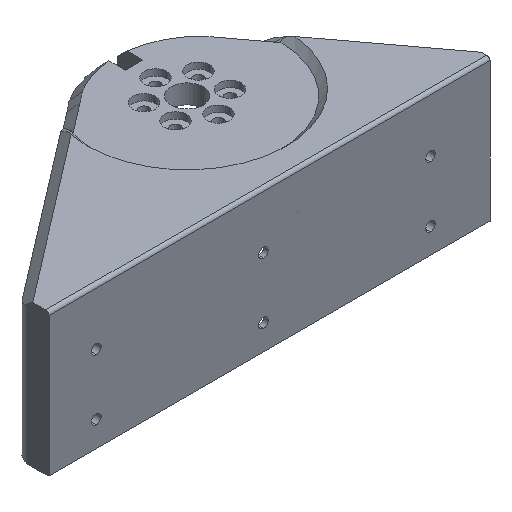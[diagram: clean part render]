
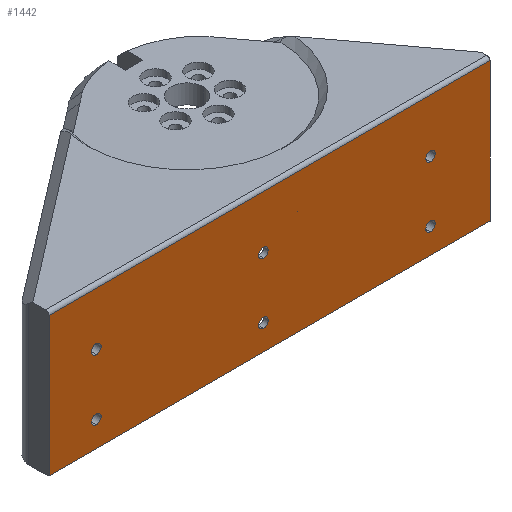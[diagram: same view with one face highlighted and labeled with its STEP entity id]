
A CAD part, isometric view. The second image highlights one B-rep face of the part: STEP entity #1442.
In plain terms, the highlighted planar face has unit normal (0, -1, 0).
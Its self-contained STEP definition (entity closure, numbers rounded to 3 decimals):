
#32 = CIRCLE ( 'NONE', #1008, 1.5 ) ;
#82 = CARTESIAN_POINT ( 'NONE',  ( -72.969, -33.465, -9.699 ) ) ;
#101 = ORIENTED_EDGE ( 'NONE', *, *, #3113, .T. ) ;
#108 = LINE ( 'NONE', #2341, #2137 ) ;
#134 = DIRECTION ( 'NONE',  ( 0., 0., 1. ) ) ;
#138 = CARTESIAN_POINT ( 'NONE',  ( 32.311, -33.465, -8.199 ) ) ;
#182 = EDGE_CURVE ( 'NONE', #401, #956, #2537, .T. ) ;
#248 = CARTESIAN_POINT ( 'NONE',  ( -87.878, -33.465, 7. ) ) ;
#251 = CARTESIAN_POINT ( 'NONE',  ( -96.195, -33.465, 5. ) ) ;
#303 = CIRCLE ( 'NONE', #891, 1.5 ) ;
#332 = DIRECTION ( 'NONE',  ( 0., 1., 0. ) ) ;
#401 = VERTEX_POINT ( 'NONE', #2371 ) ;
#405 = EDGE_CURVE ( 'NONE', #2708, #481, #1894, .T. ) ;
#451 = ORIENTED_EDGE ( 'NONE', *, *, #405, .T. ) ;
#456 = AXIS2_PLACEMENT_3D ( 'NONE', #1348, #332, #2123 ) ;
#468 = VERTEX_POINT ( 'NONE', #829 ) ;
#481 = VERTEX_POINT ( 'NONE', #2075 ) ;
#487 = CIRCLE ( 'NONE', #1664, 1.5 ) ;
#522 = EDGE_CURVE ( 'NONE', #2478, #2257, #1465, .T. ) ;
#529 = FACE_OUTER_BOUND ( 'NONE', #1478, .T. ) ;
#534 = CARTESIAN_POINT ( 'NONE',  ( -20.329, -33.465, -8.199 ) ) ;
#579 = CARTESIAN_POINT ( 'NONE',  ( -20.329, -33.465, -9.699 ) ) ;
#580 = CIRCLE ( 'NONE', #1865, 1.5 ) ;
#591 = DIRECTION ( 'NONE',  ( 0., 1., 0. ) ) ;
#603 = DIRECTION ( 'NONE',  ( 0., 0., 1. ) ) ;
#616 = EDGE_LOOP ( 'NONE', ( #3036, #2793 ) ) ;
#651 = DIRECTION ( 'NONE',  ( 0., 0., 1. ) ) ;
#676 = LINE ( 'NONE', #2719, #1175 ) ;
#686 = AXIS2_PLACEMENT_3D ( 'NONE', #812, #1359, #2382 ) ;
#722 = AXIS2_PLACEMENT_3D ( 'NONE', #2015, #2489, #1502 ) ;
#730 = FACE_BOUND ( 'NONE', #2245, .T. ) ;
#777 = DIRECTION ( 'NONE',  ( 0., 1., 0. ) ) ;
#811 = CARTESIAN_POINT ( 'NONE',  ( -20.329, -33.465, -9.699 ) ) ;
#812 = CARTESIAN_POINT ( 'NONE',  ( 32.311, -33.465, -28.815 ) ) ;
#828 = CARTESIAN_POINT ( 'NONE',  ( -72.969, -33.465, -28.815 ) ) ;
#829 = CARTESIAN_POINT ( 'NONE',  ( -87.878, -33.465, -36.776 ) ) ;
#836 = CIRCLE ( 'NONE', #1680, 1.5 ) ;
#849 = CARTESIAN_POINT ( 'NONE',  ( 51.059, -33.465, 163.809 ) ) ;
#853 = ORIENTED_EDGE ( 'NONE', *, *, #3268, .T. ) ;
#854 = DIRECTION ( 'NONE',  ( 0., 1., 0. ) ) ;
#876 = VECTOR ( 'NONE', #3142, 1000. ) ;
#877 = EDGE_CURVE ( 'NONE', #2164, #1509, #3164, .T. ) ;
#891 = AXIS2_PLACEMENT_3D ( 'NONE', #579, #1606, #3109 ) ;
#935 = DIRECTION ( 'NONE',  ( 1., 0., 0. ) ) ;
#956 = VERTEX_POINT ( 'NONE', #2012 ) ;
#972 = ORIENTED_EDGE ( 'NONE', *, *, #2965, .T. ) ;
#1008 = AXIS2_PLACEMENT_3D ( 'NONE', #82, #591, #603 ) ;
#1022 = ORIENTED_EDGE ( 'NONE', *, *, #2449, .T. ) ;
#1076 = DIRECTION ( 'NONE',  ( 0., 0., 1. ) ) ;
#1126 = VERTEX_POINT ( 'NONE', #1409 ) ;
#1131 = CARTESIAN_POINT ( 'NONE',  ( -72.969, -33.465, -8.199 ) ) ;
#1144 = EDGE_CURVE ( 'NONE', #1126, #401, #3125, .T. ) ;
#1175 = VECTOR ( 'NONE', #935, 1000. ) ;
#1234 = FACE_BOUND ( 'NONE', #3269, .T. ) ;
#1245 = CARTESIAN_POINT ( 'NONE',  ( -20.329, -33.465, -30.315 ) ) ;
#1255 = VERTEX_POINT ( 'NONE', #1245 ) ;
#1269 = DIRECTION ( 'NONE',  ( 0., 0., 1. ) ) ;
#1286 = EDGE_LOOP ( 'NONE', ( #3221, #2291 ) ) ;
#1348 = CARTESIAN_POINT ( 'NONE',  ( -72.969, -33.465, -28.815 ) ) ;
#1359 = DIRECTION ( 'NONE',  ( 0., 1., 0. ) ) ;
#1366 = EDGE_CURVE ( 'NONE', #2051, #1901, #487, .T. ) ;
#1367 = AXIS2_PLACEMENT_3D ( 'NONE', #828, #1842, #3133 ) ;
#1368 = CARTESIAN_POINT ( 'NONE',  ( 32.311, -33.465, -30.315 ) ) ;
#1409 = CARTESIAN_POINT ( 'NONE',  ( 51.059, -33.465, -36.776 ) ) ;
#1436 = ORIENTED_EDGE ( 'NONE', *, *, #2410, .T. ) ;
#1442 = ADVANCED_FACE ( 'NONE', ( #1523, #730, #2820, #2273, #1234, #1981, #529 ), #2542, .F. ) ;
#1465 = CIRCLE ( 'NONE', #2162, 1.5 ) ;
#1478 = EDGE_LOOP ( 'NONE', ( #2629, #3276, #2443, #853 ) ) ;
#1487 = CARTESIAN_POINT ( 'NONE',  ( 32.311, -33.465, -11.199 ) ) ;
#1502 = DIRECTION ( 'NONE',  ( 0., 0., 1. ) ) ;
#1509 = VERTEX_POINT ( 'NONE', #1487 ) ;
#1523 = FACE_BOUND ( 'NONE', #1907, .T. ) ;
#1526 = ORIENTED_EDGE ( 'NONE', *, *, #2833, .T. ) ;
#1530 = CIRCLE ( 'NONE', #1367, 1.5 ) ;
#1557 = DIRECTION ( 'NONE',  ( 0., 1., 0. ) ) ;
#1566 = DIRECTION ( 'NONE',  ( 0., 0., 1. ) ) ;
#1599 = VERTEX_POINT ( 'NONE', #1368 ) ;
#1606 = DIRECTION ( 'NONE',  ( 0., 1., 0. ) ) ;
#1612 = CARTESIAN_POINT ( 'NONE',  ( 32.311, -33.465, -28.815 ) ) ;
#1614 = EDGE_CURVE ( 'NONE', #956, #468, #108, .T. ) ;
#1625 = CARTESIAN_POINT ( 'NONE',  ( -20.329, -33.465, -28.815 ) ) ;
#1664 = AXIS2_PLACEMENT_3D ( 'NONE', #2316, #777, #1566 ) ;
#1666 = DIRECTION ( 'NONE',  ( 0., 1., 0. ) ) ;
#1680 = AXIS2_PLACEMENT_3D ( 'NONE', #1612, #2131, #1076 ) ;
#1719 = CARTESIAN_POINT ( 'NONE',  ( -72.969, -33.465, -11.199 ) ) ;
#1735 = CARTESIAN_POINT ( 'NONE',  ( -72.969, -33.465, -27.315 ) ) ;
#1798 = CIRCLE ( 'NONE', #722, 1.5 ) ;
#1842 = DIRECTION ( 'NONE',  ( 0., 1., 0. ) ) ;
#1856 = ORIENTED_EDGE ( 'NONE', *, *, #2712, .T. ) ;
#1865 = AXIS2_PLACEMENT_3D ( 'NONE', #3222, #2696, #651 ) ;
#1894 = CIRCLE ( 'NONE', #456, 1.5 ) ;
#1901 = VERTEX_POINT ( 'NONE', #1131 ) ;
#1907 = EDGE_LOOP ( 'NONE', ( #1022, #451 ) ) ;
#1981 = FACE_BOUND ( 'NONE', #1286, .T. ) ;
#2012 = CARTESIAN_POINT ( 'NONE',  ( -87.878, -33.465, 7. ) ) ;
#2015 = CARTESIAN_POINT ( 'NONE',  ( -20.329, -33.465, -28.815 ) ) ;
#2041 = AXIS2_PLACEMENT_3D ( 'NONE', #251, #1557, #1269 ) ;
#2051 = VERTEX_POINT ( 'NONE', #1719 ) ;
#2053 = CARTESIAN_POINT ( 'NONE',  ( 32.311, -33.465, -27.315 ) ) ;
#2075 = CARTESIAN_POINT ( 'NONE',  ( -72.969, -33.465, -30.315 ) ) ;
#2117 = VECTOR ( 'NONE', #2270, 1000. ) ;
#2123 = DIRECTION ( 'NONE',  ( 0., 0., 1. ) ) ;
#2131 = DIRECTION ( 'NONE',  ( 0., 1., 0. ) ) ;
#2137 = VECTOR ( 'NONE', #3128, 1000. ) ;
#2162 = AXIS2_PLACEMENT_3D ( 'NONE', #811, #2333, #2827 ) ;
#2164 = VERTEX_POINT ( 'NONE', #138 ) ;
#2245 = EDGE_LOOP ( 'NONE', ( #1436, #972 ) ) ;
#2247 = EDGE_CURVE ( 'NONE', #1509, #2164, #580, .T. ) ;
#2257 = VERTEX_POINT ( 'NONE', #2968 ) ;
#2270 = DIRECTION ( 'NONE',  ( -1., 0., 0. ) ) ;
#2273 = FACE_BOUND ( 'NONE', #3047, .T. ) ;
#2291 = ORIENTED_EDGE ( 'NONE', *, *, #3008, .T. ) ;
#2316 = CARTESIAN_POINT ( 'NONE',  ( -72.969, -33.465, -9.699 ) ) ;
#2333 = DIRECTION ( 'NONE',  ( 0., 1., 0. ) ) ;
#2341 = CARTESIAN_POINT ( 'NONE',  ( -87.878, -33.465, 163.809 ) ) ;
#2371 = CARTESIAN_POINT ( 'NONE',  ( 51.059, -33.465, 7. ) ) ;
#2375 = CARTESIAN_POINT ( 'NONE',  ( 32.311, -33.465, -9.699 ) ) ;
#2382 = DIRECTION ( 'NONE',  ( 0., 0., 1. ) ) ;
#2410 = EDGE_CURVE ( 'NONE', #1599, #3095, #836, .T. ) ;
#2443 = ORIENTED_EDGE ( 'NONE', *, *, #1614, .T. ) ;
#2449 = EDGE_CURVE ( 'NONE', #481, #2708, #1530, .T. ) ;
#2478 = VERTEX_POINT ( 'NONE', #534 ) ;
#2489 = DIRECTION ( 'NONE',  ( 0., 1., 0. ) ) ;
#2512 = ORIENTED_EDGE ( 'NONE', *, *, #522, .T. ) ;
#2537 = LINE ( 'NONE', #248, #2117 ) ;
#2542 = PLANE ( 'NONE',  #2041 ) ;
#2581 = CARTESIAN_POINT ( 'NONE',  ( -20.329, -33.465, -27.315 ) ) ;
#2629 = ORIENTED_EDGE ( 'NONE', *, *, #1144, .T. ) ;
#2645 = AXIS2_PLACEMENT_3D ( 'NONE', #2375, #1666, #134 ) ;
#2648 = CIRCLE ( 'NONE', #686, 1.5 ) ;
#2696 = DIRECTION ( 'NONE',  ( 0., 1., 0. ) ) ;
#2708 = VERTEX_POINT ( 'NONE', #1735 ) ;
#2712 = EDGE_CURVE ( 'NONE', #1255, #3067, #1798, .T. ) ;
#2719 = CARTESIAN_POINT ( 'NONE',  ( 54.589, -33.465, -36.776 ) ) ;
#2774 = AXIS2_PLACEMENT_3D ( 'NONE', #1625, #854, #3065 ) ;
#2793 = ORIENTED_EDGE ( 'NONE', *, *, #877, .T. ) ;
#2820 = FACE_BOUND ( 'NONE', #616, .T. ) ;
#2827 = DIRECTION ( 'NONE',  ( 0., 0., 1. ) ) ;
#2833 = EDGE_CURVE ( 'NONE', #2257, #2478, #303, .T. ) ;
#2965 = EDGE_CURVE ( 'NONE', #3095, #1599, #2648, .T. ) ;
#2968 = CARTESIAN_POINT ( 'NONE',  ( -20.329, -33.465, -11.199 ) ) ;
#3008 = EDGE_CURVE ( 'NONE', #1901, #2051, #32, .T. ) ;
#3036 = ORIENTED_EDGE ( 'NONE', *, *, #2247, .T. ) ;
#3047 = EDGE_LOOP ( 'NONE', ( #1526, #2512 ) ) ;
#3065 = DIRECTION ( 'NONE',  ( 0., 0., 1. ) ) ;
#3067 = VERTEX_POINT ( 'NONE', #2581 ) ;
#3081 = CIRCLE ( 'NONE', #2774, 1.5 ) ;
#3095 = VERTEX_POINT ( 'NONE', #2053 ) ;
#3109 = DIRECTION ( 'NONE',  ( 0., 0., 1. ) ) ;
#3113 = EDGE_CURVE ( 'NONE', #3067, #1255, #3081, .T. ) ;
#3125 = LINE ( 'NONE', #849, #876 ) ;
#3128 = DIRECTION ( 'NONE',  ( 0., 0., -1. ) ) ;
#3133 = DIRECTION ( 'NONE',  ( 0., 0., 1. ) ) ;
#3142 = DIRECTION ( 'NONE',  ( 0., 0., 1. ) ) ;
#3164 = CIRCLE ( 'NONE', #2645, 1.5 ) ;
#3221 = ORIENTED_EDGE ( 'NONE', *, *, #1366, .T. ) ;
#3222 = CARTESIAN_POINT ( 'NONE',  ( 32.311, -33.465, -9.699 ) ) ;
#3268 = EDGE_CURVE ( 'NONE', #468, #1126, #676, .T. ) ;
#3269 = EDGE_LOOP ( 'NONE', ( #1856, #101 ) ) ;
#3276 = ORIENTED_EDGE ( 'NONE', *, *, #182, .T. ) ;
